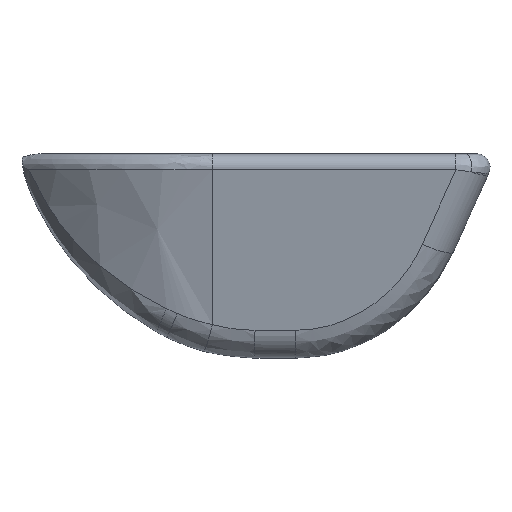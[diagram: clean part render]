
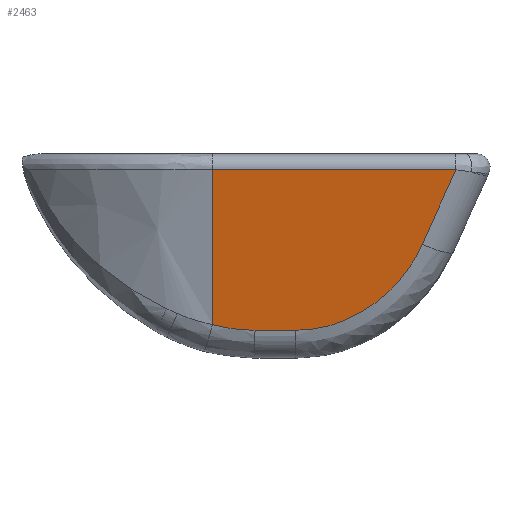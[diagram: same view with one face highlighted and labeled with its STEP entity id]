
A CAD part, front view. The second image highlights one B-rep face of the part: STEP entity #2463.
In plain terms, the highlighted planar face has unit normal (0, -0.985, -0.174).
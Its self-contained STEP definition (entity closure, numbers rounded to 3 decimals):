
#52 = ORIENTED_EDGE ( 'NONE', *, *, #2120, .T. ) ;
#63 = B_SPLINE_CURVE_WITH_KNOTS ( 'NONE', 3,
 ( #955, #2102, #660, #4263, #2781, #1732, #3530, #284, #3604, #588, #2760, #3550, #2049, #3501, #2406, #3137, #4568, #4618, #4242, #2075, #979, #1297, #1756, #3203, #614, #4663, #4217 ),
 .UNSPECIFIED., .F., .F.,
 ( 4, 1, 1, 1, 1, 2, 2, 1, 2, 2, 1, 1, 2, 2, 2, 2, 4 ),
 ( 0., 0.125, 0.187, 0.219, 0.234, 0.242, 0.25, 0.312, 0.344, 0.375, 0.437, 0.469, 0.484, 0.5, 0.625, 0.75, 1. ),
 .UNSPECIFIED. ) ;
#243 = VERTEX_POINT ( 'NONE', #2766 ) ;
#284 = CARTESIAN_POINT ( 'NONE',  ( 23.882, 2.218, -12.577 ) ) ;
#389 = DIRECTION ( 'NONE',  ( 1., 0., 0. ) ) ;
#576 = CARTESIAN_POINT ( 'NONE',  ( 14.829, 2.227, -12.63 ) ) ;
#588 = CARTESIAN_POINT ( 'NONE',  ( 24.176, 2.2, -12.478 ) ) ;
#614 = CARTESIAN_POINT ( 'NONE',  ( 29.41, 1.486, -8.425 ) ) ;
#622 = CARTESIAN_POINT ( 'NONE',  ( 0., 2.298, -13.034 ) ) ;
#660 = CARTESIAN_POINT ( 'NONE',  ( 22.23, 2.289, -12.98 ) ) ;
#840 = VECTOR ( 'NONE', #389, 1000. ) ;
#845 = VECTOR ( 'NONE', #2947, 1000. ) ;
#855 = ORIENTED_EDGE ( 'NONE', *, *, #2981, .T. ) ;
#865 = LINE ( 'NONE', #4225, #3283 ) ;
#955 = CARTESIAN_POINT ( 'NONE',  ( 20.995, 2.298, -13.034 ) ) ;
#979 = CARTESIAN_POINT ( 'NONE',  ( 27.001, 1.927, -10.929 ) ) ;
#1041 = CARTESIAN_POINT ( 'NONE',  ( 0., 0.207, -1.174 ) ) ;
#1144 = CARTESIAN_POINT ( 'NONE',  ( 20.995, 2.298, -13.034 ) ) ;
#1297 = CARTESIAN_POINT ( 'NONE',  ( 27.385, 1.872, -10.618 ) ) ;
#1430 = ORIENTED_EDGE ( 'NONE', *, *, #1620, .T. ) ;
#1603 = VERTEX_POINT ( 'NONE', #3410 ) ;
#1620 = EDGE_CURVE ( 'NONE', #243, #1603, #865, .T. ) ;
#1648 = LINE ( 'NONE', #1978, #2787 ) ;
#1670 = EDGE_LOOP ( 'NONE', ( #3115, #1970, #1430, #3487, #855, #52 ) ) ;
#1730 = VERTEX_POINT ( 'NONE', #3239 ) ;
#1732 = CARTESIAN_POINT ( 'NONE',  ( 23.729, 2.226, -12.625 ) ) ;
#1756 = CARTESIAN_POINT ( 'NONE',  ( 28.117, 1.753, -9.94 ) ) ;
#1805 = PLANE ( 'NONE',  #3445 ) ;
#1847 = CARTESIAN_POINT ( 'NONE',  ( 0., 0., 0. ) ) ;
#1970 = ORIENTED_EDGE ( 'NONE', *, *, #2616, .F. ) ;
#1978 = CARTESIAN_POINT ( 'NONE',  ( 30.334, 1.179, -6.688 ) ) ;
#2049 = CARTESIAN_POINT ( 'NONE',  ( 25.094, 2.132, -12.091 ) ) ;
#2060 = CARTESIAN_POINT ( 'NONE',  ( 17.975, 2.298, -13.034 ) ) ;
#2075 = CARTESIAN_POINT ( 'NONE',  ( 26.549, 1.983, -11.246 ) ) ;
#2102 = CARTESIAN_POINT ( 'NONE',  ( 21.49, 2.299, -13.037 ) ) ;
#2120 = EDGE_CURVE ( 'NONE', #2710, #1730, #63, .T. ) ;
#2206 = LINE ( 'NONE', #1041, #840 ) ;
#2220 = CARTESIAN_POINT ( 'NONE',  ( 32.821, 0.207, -1.174 ) ) ;
#2356 = VERTEX_POINT ( 'NONE', #2492 ) ;
#2366 = CARTESIAN_POINT ( 'NONE',  ( 15.846, 2.273, -12.893 ) ) ;
#2406 = CARTESIAN_POINT ( 'NONE',  ( 25.541, 2.092, -11.867 ) ) ;
#2463 = ADVANCED_FACE ( 'NONE', ( #3627 ), #1805, .T. ) ;
#2492 = CARTESIAN_POINT ( 'NONE',  ( 17.975, 2.298, -13.034 ) ) ;
#2616 = EDGE_CURVE ( 'NONE', #243, #3157, #2206, .T. ) ;
#2710 = VERTEX_POINT ( 'NONE', #1144 ) ;
#2760 = CARTESIAN_POINT ( 'NONE',  ( 24.524, 2.177, -12.348 ) ) ;
#2766 = CARTESIAN_POINT ( 'NONE',  ( 14.829, 0.207, -1.174 ) ) ;
#2781 = CARTESIAN_POINT ( 'NONE',  ( 23.515, 2.238, -12.69 ) ) ;
#2787 = VECTOR ( 'NONE', #3099, 1000. ) ;
#2918 = DIRECTION ( 'NONE',  ( 0., -0.985, -0.174 ) ) ;
#2947 = DIRECTION ( 'NONE',  ( 1., 0., 0. ) ) ;
#2981 = EDGE_CURVE ( 'NONE', #2356, #2710, #4574, .T. ) ;
#3078 = DIRECTION ( 'NONE',  ( 0., 0.174, -0.985 ) ) ;
#3099 = DIRECTION ( 'NONE',  ( 0.406, -0.159, 0.9 ) ) ;
#3115 = ORIENTED_EDGE ( 'NONE', *, *, #4276, .T. ) ;
#3137 = CARTESIAN_POINT ( 'NONE',  ( 25.867, 2.061, -11.686 ) ) ;
#3157 = VERTEX_POINT ( 'NONE', #2220 ) ;
#3203 = CARTESIAN_POINT ( 'NONE',  ( 28.458, 1.689, -9.58 ) ) ;
#3239 = CARTESIAN_POINT ( 'NONE',  ( 30.334, 1.179, -6.688 ) ) ;
#3283 = VECTOR ( 'NONE', #3078, 1000. ) ;
#3410 = CARTESIAN_POINT ( 'NONE',  ( 14.829, 2.227, -12.63 ) ) ;
#3445 = AXIS2_PLACEMENT_3D ( 'NONE', #1847, #2918, #4357 ) ;
#3487 = ORIENTED_EDGE ( 'NONE', *, *, #4038, .T. ) ;
#3501 = CARTESIAN_POINT ( 'NONE',  ( 25.209, 2.122, -12.035 ) ) ;
#3530 = CARTESIAN_POINT ( 'NONE',  ( 23.821, 2.221, -12.596 ) ) ;
#3550 = CARTESIAN_POINT ( 'NONE',  ( 24.867, 2.151, -12.197 ) ) ;
#3604 = CARTESIAN_POINT ( 'NONE',  ( 23.913, 2.216, -12.566 ) ) ;
#3627 = FACE_OUTER_BOUND ( 'NONE', #1670, .T. ) ;
#3838 = B_SPLINE_CURVE_WITH_KNOTS ( 'NONE', 3,
 ( #576, #2366, #4201, #2060 ),
 .UNSPECIFIED., .F., .F.,
 ( 4, 4 ),
 ( 0., 1. ),
 .UNSPECIFIED. ) ;
#4038 = EDGE_CURVE ( 'NONE', #1603, #2356, #3838, .T. ) ;
#4201 = CARTESIAN_POINT ( 'NONE',  ( 16.895, 2.297, -13.028 ) ) ;
#4217 = CARTESIAN_POINT ( 'NONE',  ( 30.334, 1.179, -6.688 ) ) ;
#4225 = CARTESIAN_POINT ( 'NONE',  ( 14.829, 1.693, -9.602 ) ) ;
#4242 = CARTESIAN_POINT ( 'NONE',  ( 26.496, 1.989, -11.282 ) ) ;
#4263 = CARTESIAN_POINT ( 'NONE',  ( 23.088, 2.258, -12.805 ) ) ;
#4276 = EDGE_CURVE ( 'NONE', #1730, #3157, #1648, .T. ) ;
#4357 = DIRECTION ( 'NONE',  ( 0., 0.174, -0.985 ) ) ;
#4568 = CARTESIAN_POINT ( 'NONE',  ( 26.237, 2.02, -11.455 ) ) ;
#4574 = LINE ( 'NONE', #622, #845 ) ;
#4618 = CARTESIAN_POINT ( 'NONE',  ( 26.393, 2.002, -11.352 ) ) ;
#4663 = CARTESIAN_POINT ( 'NONE',  ( 29.929, 1.338, -7.59 ) ) ;
